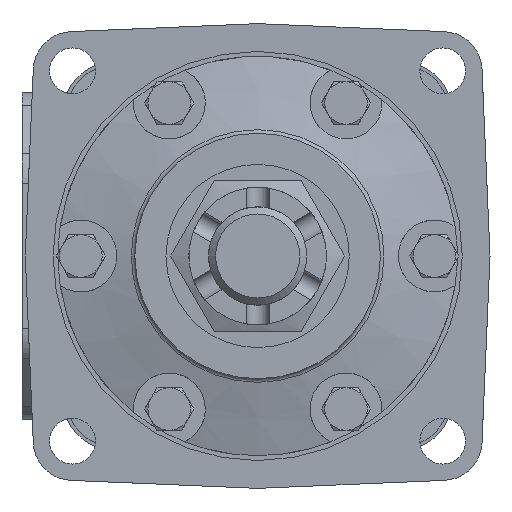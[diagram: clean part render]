
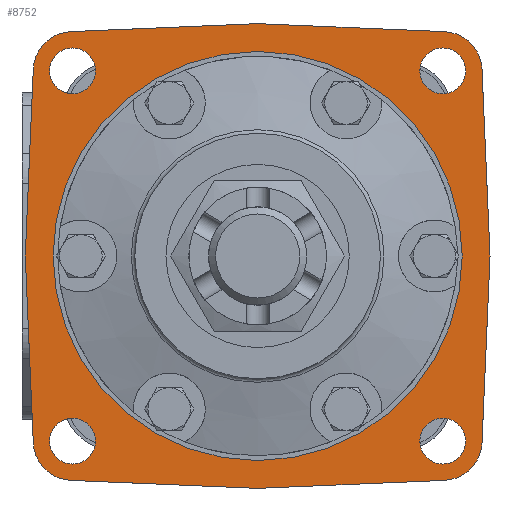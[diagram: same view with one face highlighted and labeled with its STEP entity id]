
A CAD part, left-side view. The second image highlights one B-rep face of the part: STEP entity #8752.
In plain terms, the highlighted planar face has unit normal (-1, 0, 0).
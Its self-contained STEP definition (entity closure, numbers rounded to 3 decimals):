
#1005=LINE('',#15022,#1600);
#1010=LINE('',#15032,#1605);
#1014=LINE('',#15039,#1609);
#1019=LINE('',#15049,#1614);
#1023=LINE('',#15056,#1618);
#1028=LINE('',#15066,#1623);
#1032=LINE('',#15073,#1627);
#1037=LINE('',#15083,#1632);
#1600=VECTOR('',#11938,1000.);
#1605=VECTOR('',#11945,1000.);
#1609=VECTOR('',#11951,1000.);
#1614=VECTOR('',#11958,1000.);
#1618=VECTOR('',#11964,1000.);
#1623=VECTOR('',#11971,1000.);
#1627=VECTOR('',#11977,1000.);
#1632=VECTOR('',#11984,1000.);
#3406=ORIENTED_EDGE('',*,*,#4983,.T.);
#3407=ORIENTED_EDGE('',*,*,#4977,.T.);
#3408=ORIENTED_EDGE('',*,*,#4975,.T.);
#3409=ORIENTED_EDGE('',*,*,#4973,.T.);
#3410=ORIENTED_EDGE('',*,*,#4971,.T.);
#3411=ORIENTED_EDGE('',*,*,#5029,.F.);
#3412=ORIENTED_EDGE('',*,*,#4982,.F.);
#3413=ORIENTED_EDGE('',*,*,#5061,.F.);
#3414=ORIENTED_EDGE('',*,*,#5056,.F.);
#3415=ORIENTED_EDGE('',*,*,#4970,.F.);
#3416=ORIENTED_EDGE('',*,*,#5052,.F.);
#3417=ORIENTED_EDGE('',*,*,#5047,.F.);
#3418=ORIENTED_EDGE('',*,*,#4966,.F.);
#3419=ORIENTED_EDGE('',*,*,#5043,.F.);
#3420=ORIENTED_EDGE('',*,*,#5038,.F.);
#3421=ORIENTED_EDGE('',*,*,#4962,.F.);
#3422=ORIENTED_EDGE('',*,*,#5034,.F.);
#4962=EDGE_CURVE('',#5923,#5920,#6415,.T.);
#4966=EDGE_CURVE('',#5927,#5924,#6417,.T.);
#4970=EDGE_CURVE('',#5931,#5928,#6419,.T.);
#4971=EDGE_CURVE('',#5932,#5932,#6420,.T.);
#4973=EDGE_CURVE('',#5934,#5934,#6422,.T.);
#4975=EDGE_CURVE('',#5936,#5936,#6424,.T.);
#4977=EDGE_CURVE('',#5938,#5938,#6426,.T.);
#4982=EDGE_CURVE('',#5943,#5940,#6429,.T.);
#4983=EDGE_CURVE('',#5944,#5944,#6430,.T.);
#5029=EDGE_CURVE('',#5940,#5984,#1005,.T.);
#5034=EDGE_CURVE('',#5984,#5923,#1010,.T.);
#5038=EDGE_CURVE('',#5920,#5990,#1014,.T.);
#5043=EDGE_CURVE('',#5990,#5927,#1019,.T.);
#5047=EDGE_CURVE('',#5924,#5996,#1023,.T.);
#5052=EDGE_CURVE('',#5996,#5931,#1028,.T.);
#5056=EDGE_CURVE('',#5928,#6002,#1032,.T.);
#5061=EDGE_CURVE('',#6002,#5943,#1037,.T.);
#5920=VERTEX_POINT('',#14804);
#5923=VERTEX_POINT('',#14809);
#5924=VERTEX_POINT('',#14813);
#5927=VERTEX_POINT('',#14818);
#5928=VERTEX_POINT('',#14822);
#5931=VERTEX_POINT('',#14827);
#5932=VERTEX_POINT('',#14831);
#5934=VERTEX_POINT('',#14836);
#5936=VERTEX_POINT('',#14841);
#5938=VERTEX_POINT('',#14846);
#5940=VERTEX_POINT('',#14851);
#5943=VERTEX_POINT('',#14856);
#5944=VERTEX_POINT('',#14860);
#5984=VERTEX_POINT('',#15023);
#5990=VERTEX_POINT('',#15040);
#5996=VERTEX_POINT('',#15057);
#6002=VERTEX_POINT('',#15074);
#6415=CIRCLE('',#9645,12.);
#6417=CIRCLE('',#9648,12.);
#6419=CIRCLE('',#9651,12.);
#6420=CIRCLE('',#9653,7.);
#6422=CIRCLE('',#9656,7.);
#6424=CIRCLE('',#9659,7.);
#6426=CIRCLE('',#9662,7.);
#6429=CIRCLE('',#9666,12.);
#6430=CIRCLE('',#9668,62.5);
#7081=EDGE_LOOP('',(#3406));
#7082=EDGE_LOOP('',(#3407));
#7083=EDGE_LOOP('',(#3408));
#7084=EDGE_LOOP('',(#3409));
#7085=EDGE_LOOP('',(#3410));
#7086=EDGE_LOOP('',(#3411,#3412,#3413,#3414,#3415,#3416,#3417,#3418,#3419,
#3420,#3421,#3422));
#7842=FACE_BOUND('',#7081,.T.);
#7843=FACE_BOUND('',#7082,.T.);
#7844=FACE_BOUND('',#7083,.T.);
#7845=FACE_BOUND('',#7084,.T.);
#7846=FACE_BOUND('',#7085,.T.);
#7847=FACE_BOUND('',#7086,.T.);
#8283=PLANE('',#9716);
#8752=ADVANCED_FACE('',(#7842,#7843,#7844,#7845,#7846,#7847),#8283,.F.);
#9645=AXIS2_PLACEMENT_3D('',#14810,#11790,#11791);
#9648=AXIS2_PLACEMENT_3D('',#14819,#11798,#11799);
#9651=AXIS2_PLACEMENT_3D('',#14828,#11806,#11807);
#9653=AXIS2_PLACEMENT_3D('',#14830,#11810,#11811);
#9656=AXIS2_PLACEMENT_3D('',#14835,#11816,#11817);
#9659=AXIS2_PLACEMENT_3D('',#14840,#11822,#11823);
#9662=AXIS2_PLACEMENT_3D('',#14845,#11828,#11829);
#9666=AXIS2_PLACEMENT_3D('',#14857,#11838,#11839);
#9668=AXIS2_PLACEMENT_3D('',#14859,#11842,#11843);
#9716=AXIS2_PLACEMENT_3D('',#15085,#11986,#11987);
#11790=DIRECTION('',(1.,0.,0.));
#11791=DIRECTION('',(0.,0.,-1.));
#11798=DIRECTION('',(1.,0.,0.));
#11799=DIRECTION('',(0.,0.,-1.));
#11806=DIRECTION('',(1.,0.,0.));
#11807=DIRECTION('',(0.,0.,-1.));
#11810=DIRECTION('',(1.,0.,0.));
#11811=DIRECTION('',(0.,0.,-1.));
#11816=DIRECTION('',(1.,0.,0.));
#11817=DIRECTION('',(0.,0.,-1.));
#11822=DIRECTION('',(1.,0.,0.));
#11823=DIRECTION('',(0.,0.,-1.));
#11828=DIRECTION('',(1.,0.,0.));
#11829=DIRECTION('',(0.,0.,-1.));
#11838=DIRECTION('',(1.,0.,0.));
#11839=DIRECTION('',(0.,0.,-1.));
#11842=DIRECTION('',(1.,0.,0.));
#11843=DIRECTION('',(0.,0.,-1.));
#11938=DIRECTION('',(0.,-0.999,0.043));
#11945=DIRECTION('',(0.,-0.999,-0.043));
#11951=DIRECTION('',(0.,-0.043,-0.999));
#11958=DIRECTION('',(0.,0.043,-0.999));
#11964=DIRECTION('',(0.,0.999,-0.043));
#11971=DIRECTION('',(0.,0.999,0.043));
#11977=DIRECTION('',(0.,0.043,0.999));
#11984=DIRECTION('',(0.,-0.043,0.999));
#11986=DIRECTION('',(1.,0.,0.));
#11987=DIRECTION('',(0.,0.,-1.));
#14804=CARTESIAN_POINT('',(30.5,-68.558,57.082));
#14809=CARTESIAN_POINT('',(30.5,-57.082,68.558));
#14810=CARTESIAN_POINT('',(30.5,-56.569,56.569));
#14813=CARTESIAN_POINT('',(30.5,-57.082,-68.558));
#14818=CARTESIAN_POINT('',(30.5,-68.558,-57.082));
#14819=CARTESIAN_POINT('',(30.5,-56.569,-56.569));
#14822=CARTESIAN_POINT('',(30.5,68.558,-57.082));
#14827=CARTESIAN_POINT('',(30.5,57.082,-68.558));
#14828=CARTESIAN_POINT('',(30.5,56.569,-56.569));
#14830=CARTESIAN_POINT('',(30.5,56.57,-56.57));
#14831=CARTESIAN_POINT('',(30.5,56.57,-63.57));
#14835=CARTESIAN_POINT('',(30.5,-56.57,-56.57));
#14836=CARTESIAN_POINT('',(30.5,-56.57,-63.57));
#14840=CARTESIAN_POINT('',(30.5,56.57,56.57));
#14841=CARTESIAN_POINT('',(30.5,56.57,49.57));
#14845=CARTESIAN_POINT('',(30.5,-56.57,56.57));
#14846=CARTESIAN_POINT('',(30.5,-56.57,49.57));
#14851=CARTESIAN_POINT('',(30.5,57.082,68.558));
#14856=CARTESIAN_POINT('',(30.5,68.558,57.082));
#14857=CARTESIAN_POINT('',(30.5,56.569,56.569));
#14859=CARTESIAN_POINT('',(30.5,0.,0.));
#14860=CARTESIAN_POINT('',(30.5,0.,-62.5));
#15022=CARTESIAN_POINT('',(30.5,57.082,68.558));
#15023=CARTESIAN_POINT('',(30.5,0.,71.));
#15032=CARTESIAN_POINT('',(30.5,0.,71.));
#15039=CARTESIAN_POINT('',(30.5,-68.558,57.082));
#15040=CARTESIAN_POINT('',(30.5,-71.,0.));
#15049=CARTESIAN_POINT('',(30.5,-71.,0.));
#15056=CARTESIAN_POINT('',(30.5,-57.082,-68.558));
#15057=CARTESIAN_POINT('',(30.5,0.,-71.));
#15066=CARTESIAN_POINT('',(30.5,0.,-71.));
#15073=CARTESIAN_POINT('',(30.5,68.558,-57.082));
#15074=CARTESIAN_POINT('',(30.5,71.,0.));
#15083=CARTESIAN_POINT('',(30.5,71.,0.));
#15085=CARTESIAN_POINT('',(30.5,-56.569,56.569));
